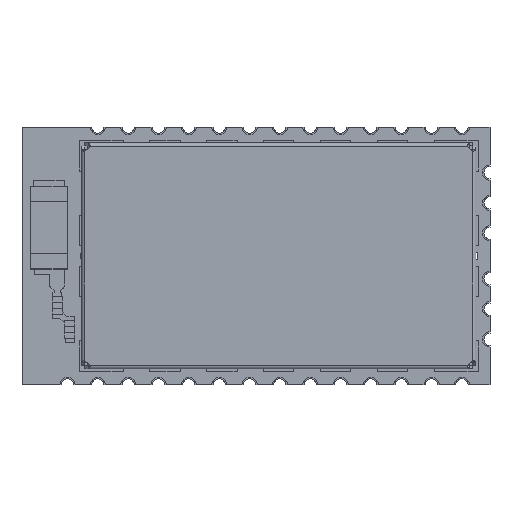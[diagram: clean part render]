
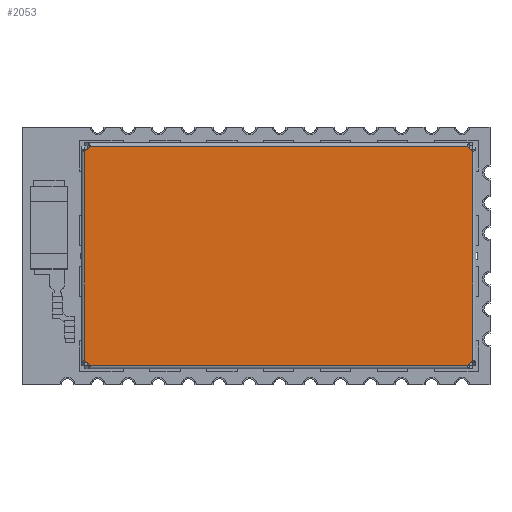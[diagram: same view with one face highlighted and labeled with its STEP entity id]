
A CAD part, top view. The second image highlights one B-rep face of the part: STEP entity #2053.
In plain terms, the highlighted planar face has unit normal (0, 0, 1).
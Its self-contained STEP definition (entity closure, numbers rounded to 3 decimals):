
#2053 = ADVANCED_FACE( '', ( #4032 ), #4033, .F. );
#4032 = FACE_OUTER_BOUND( '', #6474, .T. );
#4033 = PLANE( '', #6475 );
#6474 = EDGE_LOOP( '', ( #10428, #10429, #10430, #10431, #10432, #10433, #10434, #10435 ) );
#6475 = AXIS2_PLACEMENT_3D( '', #10436, #10437, #10438 );
#10428 = ORIENTED_EDGE( '', *, *, #15571, .F. );
#10429 = ORIENTED_EDGE( '', *, *, #15877, .F. );
#10430 = ORIENTED_EDGE( '', *, *, #15985, .T. );
#10431 = ORIENTED_EDGE( '', *, *, #15791, .T. );
#10432 = ORIENTED_EDGE( '', *, *, #15986, .T. );
#10433 = ORIENTED_EDGE( '', *, *, #15987, .F. );
#10434 = ORIENTED_EDGE( '', *, *, #15988, .F. );
#10435 = ORIENTED_EDGE( '', *, *, #15989, .T. );
#10436 = CARTESIAN_POINT( '', ( -13., 7.23, 2. ) );
#10437 = DIRECTION( '', ( 0., 0., -1. ) );
#10438 = DIRECTION( '', ( -1., 0., 0. ) );
#15571 = EDGE_CURVE( '', #18486, #18488, #18489, .T. );
#15791 = EDGE_CURVE( '', #18838, #17652, #18839, .T. );
#15877 = EDGE_CURVE( '', #18808, #18486, #18971, .T. );
#15985 = EDGE_CURVE( '', #18808, #18838, #19149, .T. );
#15986 = EDGE_CURVE( '', #17652, #19150, #19151, .T. );
#15987 = EDGE_CURVE( '', #19152, #19150, #19153, .T. );
#15988 = EDGE_CURVE( '', #17635, #19152, #19154, .T. );
#15989 = EDGE_CURVE( '', #17635, #18488, #19155, .T. );
#17635 = VERTEX_POINT( '', #21336 );
#17652 = VERTEX_POINT( '', #21361 );
#18486 = VERTEX_POINT( '', #22580 );
#18488 = VERTEX_POINT( '', #22587 );
#18489 = LINE( '', #22588, #22589 );
#18808 = VERTEX_POINT( '', #23043 );
#18838 = VERTEX_POINT( '', #23107 );
#18839 = LINE( '', #23108, #23109 );
#18971 = LINE( '', #23291, #23292 );
#19149 = LINE( '', #23559, #23560 );
#19150 = VERTEX_POINT( '', #23561 );
#19151 = LINE( '', #23562, #23563 );
#19152 = VERTEX_POINT( '', #23564 );
#19153 = LINE( '', #23565, #23566 );
#19154 = LINE( '', #23567, #23568 );
#19155 = LINE( '', #23569, #23570 );
#21336 = CARTESIAN_POINT( '', ( 12.78, 6.876, 2. ) );
#21361 = CARTESIAN_POINT( '', ( -12.426, -7.23, 2. ) );
#22580 = CARTESIAN_POINT( '', ( -12.426, 7.23, 2. ) );
#22587 = CARTESIAN_POINT( '', ( 12.426, 7.23, 2. ) );
#22588 = CARTESIAN_POINT( '', ( -13., 7.23, 2. ) );
#22589 = VECTOR( '', #26937, 1000. );
#23043 = CARTESIAN_POINT( '', ( -12.78, 6.876, 2. ) );
#23107 = CARTESIAN_POINT( '', ( -12.78, -6.876, 2. ) );
#23108 = CARTESIAN_POINT( '', ( -12.78, -6.876, 2. ) );
#23109 = VECTOR( '', #27163, 1000. );
#23291 = CARTESIAN_POINT( '', ( -12.78, 6.876, 2. ) );
#23292 = VECTOR( '', #27250, 1000. );
#23559 = CARTESIAN_POINT( '', ( -12.78, 7.23, 2. ) );
#23560 = VECTOR( '', #27358, 1000. );
#23561 = CARTESIAN_POINT( '', ( 12.426, -7.23, 2. ) );
#23562 = CARTESIAN_POINT( '', ( -13., -7.23, 2. ) );
#23563 = VECTOR( '', #27359, 1000. );
#23564 = CARTESIAN_POINT( '', ( 12.78, -6.876, 2. ) );
#23565 = CARTESIAN_POINT( '', ( 12.78, -6.876, 2. ) );
#23566 = VECTOR( '', #27360, 1000. );
#23567 = CARTESIAN_POINT( '', ( 12.78, 7.23, 2. ) );
#23568 = VECTOR( '', #27361, 1000. );
#23569 = CARTESIAN_POINT( '', ( 12.78, 6.876, 2. ) );
#23570 = VECTOR( '', #27362, 1000. );
#26937 = DIRECTION( '', ( 1., 0., 0. ) );
#27163 = DIRECTION( '', ( 0.707, -0.707, 0. ) );
#27250 = DIRECTION( '', ( 0.707, 0.707, 0. ) );
#27358 = DIRECTION( '', ( 0., -1., 0. ) );
#27359 = DIRECTION( '', ( 1., 0., 0. ) );
#27360 = DIRECTION( '', ( -0.707, -0.707, 0. ) );
#27361 = DIRECTION( '', ( 0., -1., 0. ) );
#27362 = DIRECTION( '', ( -0.707, 0.707, 0. ) );
